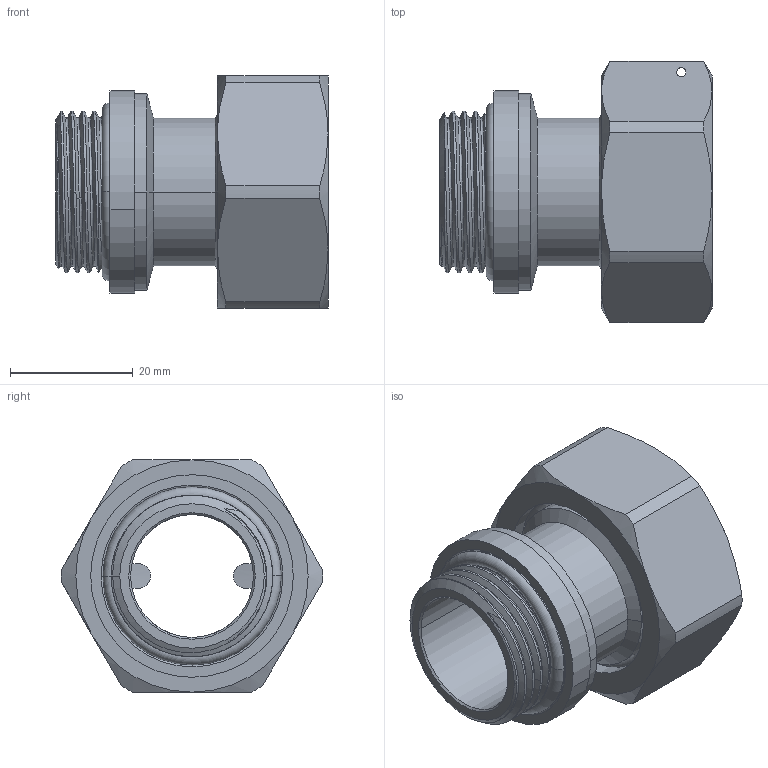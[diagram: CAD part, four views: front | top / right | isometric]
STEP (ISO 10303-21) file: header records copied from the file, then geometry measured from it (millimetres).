
FILE_DESCRIPTION((''),'2;1');
FILE_NAME('F16132105_ASM','2023-12-08T08:23:54',('Administrator'),(''),'CREO PARAMETRIC BY PTC INC, 2023072','CREO PARAMETRIC BY PTC INC, 2023072','');
FILE_SCHEMA(('CONFIG_CONTROL_DESIGN'));
Length unit declared in the file: millimetre
Products named in the file (7): FJ1641132105W; VT10005505R000; O-RING28X2_5; FJ1615133006W; VT19000606; VT13013306; F16132105_ASM
Assembly tree (6 placements, depth 2):
  F16132105_ASM
    FJ1641132105W
    VT10005505R000
    O-RING28X2_5
    FJ1615133006W
    VT19000606
    VT13013306
Bounding box: 44.3 x 42.49 x 37.8 mm (x, y, z)
Volume: 18089.2 mm3; surface area: 15955.8 mm2
Topology: 6 solids, 6 shells, 240 faces, 608 edges, 387 vertices
Faces by surface type: plane 65, extrusion 63, cylinder 53, cone 36, bspline 15, torus 8
Entity records: 11859 total; most frequent: CARTESIAN_POINT 6315, ORIENTED_EDGE 1216, DIRECTION 904, EDGE_CURVE 608, VERTEX_POINT 387, VECTOR 324, B_SPLINE_CURVE_WITH_KNOTS 295, AXIS2_PLACEMENT_3D 290
